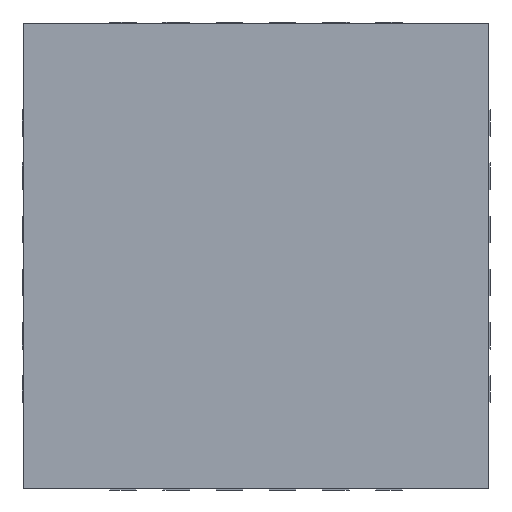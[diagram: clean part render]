
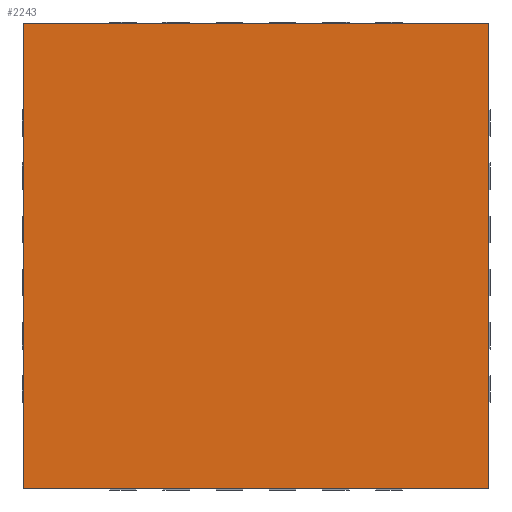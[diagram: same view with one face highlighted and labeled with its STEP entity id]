
A CAD part, front view. The second image highlights one B-rep face of the part: STEP entity #2243.
In plain terms, the highlighted planar face has unit normal (0, -1, 0).
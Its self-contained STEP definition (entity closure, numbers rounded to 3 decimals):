
#70=PLANE('',#2435);
#222=FACE_OUTER_BOUND('',#375,.T.);
#375=EDGE_LOOP('',(#1655,#1656,#1657,#1658));
#521=LINE('',#3202,#822);
#525=LINE('',#3210,#826);
#528=LINE('',#3216,#829);
#531=LINE('',#3221,#832);
#822=VECTOR('',#2593,10.);
#826=VECTOR('',#2599,10.);
#829=VECTOR('',#2604,10.);
#832=VECTOR('',#2609,10.);
#1126=VERTEX_POINT('',#3200);
#1127=VERTEX_POINT('',#3201);
#1130=VERTEX_POINT('',#3209);
#1132=VERTEX_POINT('',#3215);
#1329=EDGE_CURVE('',#1126,#1127,#521,.T.);
#1333=EDGE_CURVE('',#1130,#1126,#525,.T.);
#1336=EDGE_CURVE('',#1132,#1130,#528,.T.);
#1339=EDGE_CURVE('',#1127,#1132,#531,.T.);
#1655=ORIENTED_EDGE('',*,*,#1339,.F.);
#1656=ORIENTED_EDGE('',*,*,#1329,.F.);
#1657=ORIENTED_EDGE('',*,*,#1333,.F.);
#1658=ORIENTED_EDGE('',*,*,#1336,.F.);
#2243=ADVANCED_FACE('',(#222),#70,.F.);
#2435=AXIS2_PLACEMENT_3D('',#3224,#2613,#2614);
#2593=DIRECTION('',(1.,0.,0.));
#2599=DIRECTION('',(0.,0.,1.));
#2604=DIRECTION('',(-1.,0.,0.));
#2609=DIRECTION('',(0.,0.,-1.));
#2613=DIRECTION('center_axis',(0.,1.,0.));
#2614=DIRECTION('ref_axis',(1.,0.,0.));
#3200=CARTESIAN_POINT('',(-1.75,0.,1.75));
#3201=CARTESIAN_POINT('',(1.75,0.,1.75));
#3202=CARTESIAN_POINT('',(-1.75,0.,1.75));
#3209=CARTESIAN_POINT('',(-1.75,0.,-1.75));
#3210=CARTESIAN_POINT('',(-1.75,0.,-1.75));
#3215=CARTESIAN_POINT('',(1.75,0.,-1.75));
#3216=CARTESIAN_POINT('',(1.75,0.,-1.75));
#3221=CARTESIAN_POINT('',(1.75,0.,1.75));
#3224=CARTESIAN_POINT('Origin',(0.,0.,0.));
